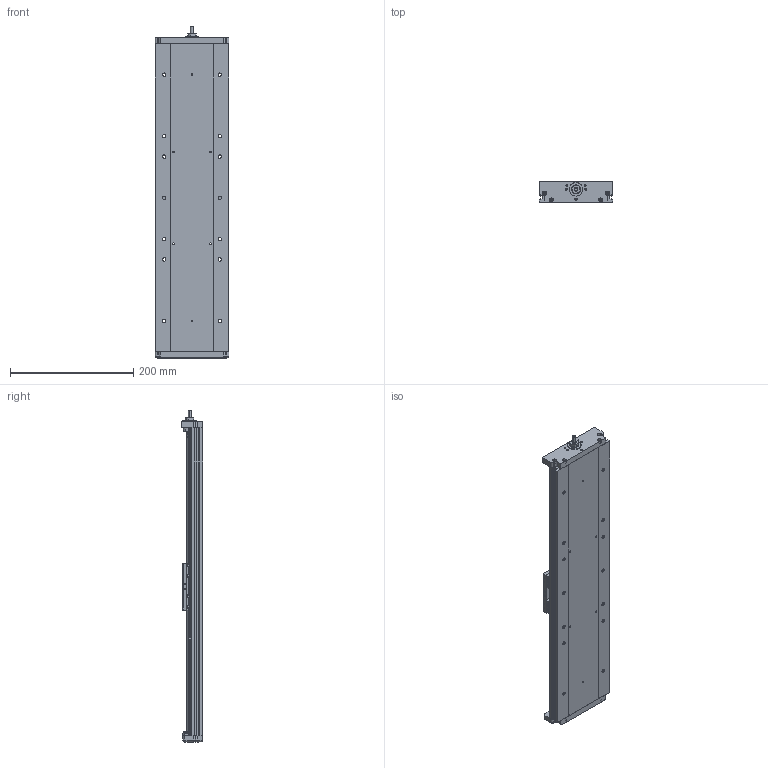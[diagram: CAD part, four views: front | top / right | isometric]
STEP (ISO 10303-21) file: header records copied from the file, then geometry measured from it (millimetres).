
FILE_DESCRIPTION (( 'STEP AP203' ), '1' );
FILE_NAME ('LAHP-33WTM410LP25.step', '2020-12-09T22:33:53', ( '' ), ( '' ), 'SwSTEP 2.0', 'SolidWorks 2019', '' );
FILE_SCHEMA (( 'CONFIG_CONTROL_DESIGN' ));
Length unit declared in the file: inch
Products named in the file (3): LAHP-33WTM410LP25_BASE; LAHP-33WTM410LP25_CARRIAGE; LAHP-33WTM410LP25
Assembly tree (2 placements, depth 2):
  LAHP-33WTM410LP25
    LAHP-33WTM410LP25_BASE
    LAHP-33WTM410LP25_CARRIAGE
Bounding box: 120 x 34.59 x 539.06 mm (x, y, z)
Volume: 845381.1 mm3; surface area: 257071 mm2
Topology: 2 solids, 13 shells, 1727 faces, 4231 edges, 2612 vertices
Faces by surface type: cylinder 834, plane 615, cone 258, bspline 14, torus 6
Entity records: 50508 total; most frequent: DIRECTION 9259, CARTESIAN_POINT 8964, ORIENTED_EDGE 8034, EDGE_CURVE 4017, AXIS2_PLACEMENT_3D 3576, VERTEX_POINT 2612, VECTOR 2107, LINE 2107
